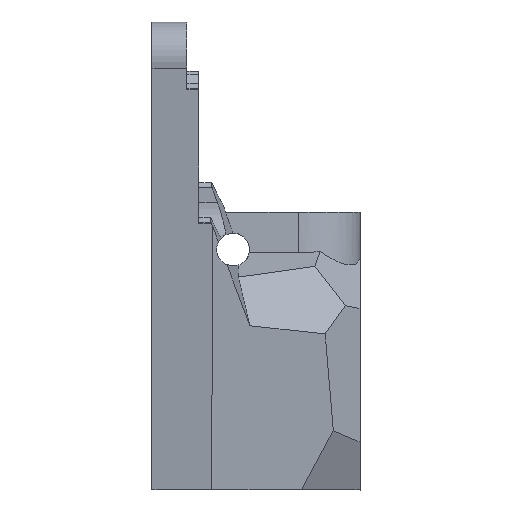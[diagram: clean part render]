
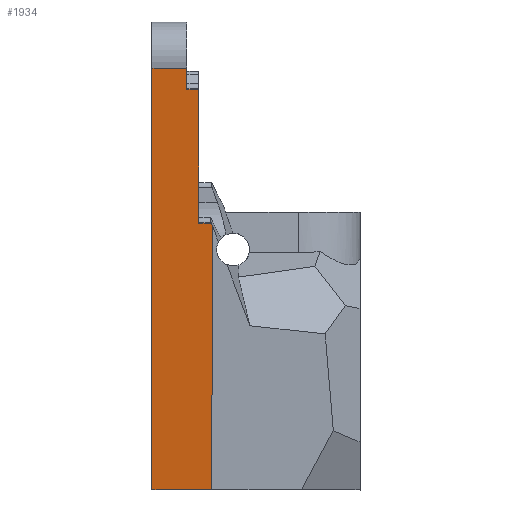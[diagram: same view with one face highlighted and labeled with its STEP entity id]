
A CAD part, left-side view. The second image highlights one B-rep face of the part: STEP entity #1934.
In plain terms, the highlighted planar face has unit normal (-0.992, 0, -0.129).
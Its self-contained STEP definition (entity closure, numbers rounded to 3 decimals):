
#84 = CARTESIAN_POINT ( 'NONE',  ( -18.686, 10., 26.73 ) ) ;
#147 = EDGE_CURVE ( 'NONE', #4634, #1128, #336, .T. ) ;
#336 = LINE ( 'NONE', #5496, #5589 ) ;
#399 = CARTESIAN_POINT ( 'NONE',  ( -13.448, 8.707, -13.5 ) ) ;
#647 = ORIENTED_EDGE ( 'NONE', *, *, #1737, .T. ) ;
#776 = LINE ( 'NONE', #2056, #3170 ) ;
#799 = EDGE_CURVE ( 'NONE', #3608, #1859, #967, .T. ) ;
#967 = LINE ( 'NONE', #2847, #4256 ) ;
#1056 = DIRECTION ( 'NONE',  ( -0.129, -0.004, 0.992 ) ) ;
#1108 = CARTESIAN_POINT ( 'NONE',  ( -18.962, 11.2, 28.848 ) ) ;
#1128 = VERTEX_POINT ( 'NONE', #4348 ) ;
#1333 = ORIENTED_EDGE ( 'NONE', *, *, #1921, .T. ) ;
#1404 = VECTOR ( 'NONE', #1571, 1000. ) ;
#1416 = EDGE_CURVE ( 'NONE', #3065, #5068, #1463, .T. ) ;
#1438 = CARTESIAN_POINT ( 'NONE',  ( -16.935, 10., 13.279 ) ) ;
#1463 = LINE ( 'NONE', #399, #2361 ) ;
#1531 = VERTEX_POINT ( 'NONE', #2887 ) ;
#1571 = DIRECTION ( 'NONE',  ( 0., 1., 0. ) ) ;
#1578 = VECTOR ( 'NONE', #1884, 1000. ) ;
#1692 = DIRECTION ( 'NONE',  ( -0.129, 0., 0.992 ) ) ;
#1737 = EDGE_CURVE ( 'NONE', #2979, #5600, #5621, .T. ) ;
#1775 = LINE ( 'NONE', #3717, #2389 ) ;
#1813 = CARTESIAN_POINT ( 'NONE',  ( -18.686, 10., 26.73 ) ) ;
#1835 = ORIENTED_EDGE ( 'NONE', *, *, #1922, .T. ) ;
#1859 = VERTEX_POINT ( 'NONE', #4860 ) ;
#1884 = DIRECTION ( 'NONE',  ( -0.129, 0., 0.992 ) ) ;
#1906 = ORIENTED_EDGE ( 'NONE', *, *, #147, .F. ) ;
#1921 = EDGE_CURVE ( 'NONE', #3065, #1128, #5738, .T. ) ;
#1922 = EDGE_CURVE ( 'NONE', #5600, #3608, #2405, .T. ) ;
#1934 = ADVANCED_FACE ( 'NONE', ( #2558 ), #5387, .F. ) ;
#2056 = CARTESIAN_POINT ( 'NONE',  ( -13.448, 14.7, -13.5 ) ) ;
#2193 = CARTESIAN_POINT ( 'NONE',  ( -13.448, 8.707, -13.5 ) ) ;
#2287 = EDGE_CURVE ( 'NONE', #1859, #1531, #3436, .T. ) ;
#2361 = VECTOR ( 'NONE', #2766, 1000. ) ;
#2389 = VECTOR ( 'NONE', #6067, 1000. ) ;
#2405 = LINE ( 'NONE', #84, #1404 ) ;
#2518 = CARTESIAN_POINT ( 'NONE',  ( -16.935, 8.721, 13.279 ) ) ;
#2558 = FACE_OUTER_BOUND ( 'NONE', #5701, .T. ) ;
#2766 = DIRECTION ( 'NONE',  ( 0., 1., 0. ) ) ;
#2847 = CARTESIAN_POINT ( 'NONE',  ( -18.686, 11.2, 26.73 ) ) ;
#2874 = DIRECTION ( 'NONE',  ( -0.129, 0., 0.992 ) ) ;
#2887 = CARTESIAN_POINT ( 'NONE',  ( -18.962, 14.7, 28.848 ) ) ;
#2979 = VERTEX_POINT ( 'NONE', #1438 ) ;
#3065 = VERTEX_POINT ( 'NONE', #2193 ) ;
#3170 = VECTOR ( 'NONE', #1692, 1000. ) ;
#3264 = ORIENTED_EDGE ( 'NONE', *, *, #799, .T. ) ;
#3417 = CARTESIAN_POINT ( 'NONE',  ( -15.17, 8.655, -0.273 ) ) ;
#3436 = LINE ( 'NONE', #1108, #3783 ) ;
#3608 = VERTEX_POINT ( 'NONE', #4163 ) ;
#3717 = CARTESIAN_POINT ( 'NONE',  ( -16.935, 8.721, 13.279 ) ) ;
#3783 = VECTOR ( 'NONE', #5756, 1000. ) ;
#3870 = VECTOR ( 'NONE', #1056, 1000. ) ;
#3876 = AXIS2_PLACEMENT_3D ( 'NONE', #5914, #5881, #3999 ) ;
#3999 = DIRECTION ( 'NONE',  ( 0., -1., 0. ) ) ;
#4032 = DIRECTION ( 'NONE',  ( 0.121, -0.341, -0.932 ) ) ;
#4163 = CARTESIAN_POINT ( 'NONE',  ( -18.686, 11.2, 26.73 ) ) ;
#4212 = ORIENTED_EDGE ( 'NONE', *, *, #5422, .F. ) ;
#4256 = VECTOR ( 'NONE', #2874, 1000. ) ;
#4348 = CARTESIAN_POINT ( 'NONE',  ( -16.893, 8.602, 12.953 ) ) ;
#4397 = EDGE_CURVE ( 'NONE', #4634, #2979, #1775, .T. ) ;
#4634 = VERTEX_POINT ( 'NONE', #2518 ) ;
#4739 = CARTESIAN_POINT ( 'NONE',  ( -16.935, 10., 13.279 ) ) ;
#4778 = ORIENTED_EDGE ( 'NONE', *, *, #2287, .T. ) ;
#4820 = ORIENTED_EDGE ( 'NONE', *, *, #1416, .F. ) ;
#4860 = CARTESIAN_POINT ( 'NONE',  ( -18.962, 11.2, 28.848 ) ) ;
#5068 = VERTEX_POINT ( 'NONE', #5957 ) ;
#5387 = PLANE ( 'NONE',  #3876 ) ;
#5422 = EDGE_CURVE ( 'NONE', #5068, #1531, #776, .T. ) ;
#5496 = CARTESIAN_POINT ( 'NONE',  ( -16.914, 8.661, 13.116 ) ) ;
#5589 = VECTOR ( 'NONE', #4032, 1000. ) ;
#5600 = VERTEX_POINT ( 'NONE', #1813 ) ;
#5621 = LINE ( 'NONE', #4739, #1578 ) ;
#5701 = EDGE_LOOP ( 'NONE', ( #1906, #5953, #647, #1835, #3264, #4778, #4212, #4820, #1333 ) ) ;
#5738 = LINE ( 'NONE', #3417, #3870 ) ;
#5756 = DIRECTION ( 'NONE',  ( 0., 1., 0. ) ) ;
#5881 = DIRECTION ( 'NONE',  ( 0.992, 0., 0.129 ) ) ;
#5914 = CARTESIAN_POINT ( 'NONE',  ( -13.448, -1.714, -13.5 ) ) ;
#5953 = ORIENTED_EDGE ( 'NONE', *, *, #4397, .T. ) ;
#5957 = CARTESIAN_POINT ( 'NONE',  ( -13.448, 14.7, -13.5 ) ) ;
#6067 = DIRECTION ( 'NONE',  ( 0., 1., 0. ) ) ;
